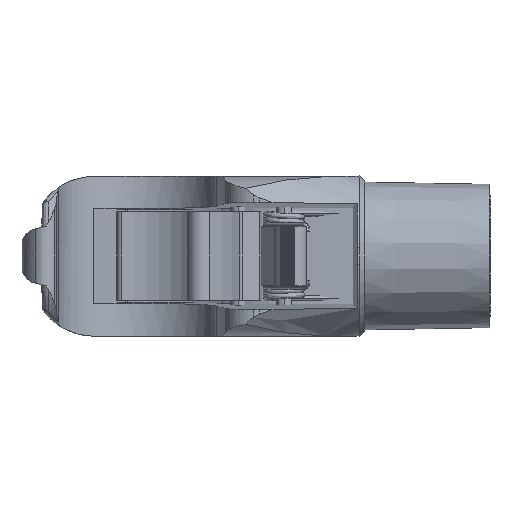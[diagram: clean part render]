
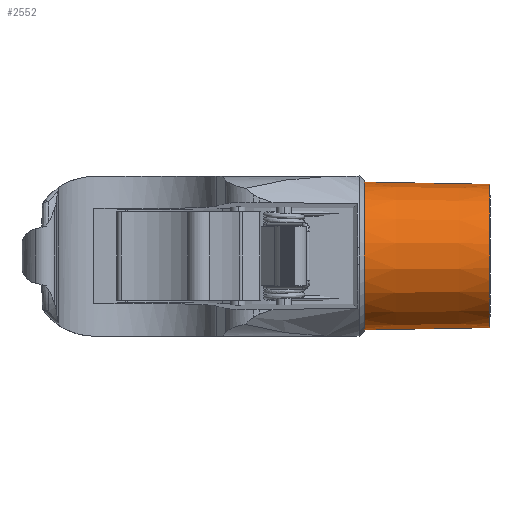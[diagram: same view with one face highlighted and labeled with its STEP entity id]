
A CAD part, front view. The second image highlights one B-rep face of the part: STEP entity #2552.
In plain terms, the highlighted conical face has half-angle 1 degrees and reference radius 22.801 mm.
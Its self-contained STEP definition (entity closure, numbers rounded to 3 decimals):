
#507 = DIRECTION ( 'NONE',  ( -1., 0., 0. ) ) ;
#681 = CARTESIAN_POINT ( 'NONE',  ( 963.333, 455.737, 22.801 ) ) ;
#873 = DIRECTION ( 'NONE',  ( 0., 0., 1. ) ) ;
#1396 = EDGE_CURVE ( 'NONE', #16490, #3351, #9135, .T. ) ;
#2450 = CARTESIAN_POINT ( 'NONE',  ( 923.333, 455.737, -23.5 ) ) ;
#2552 = ADVANCED_FACE ( 'NONE', ( #7849 ), #5700, .T. ) ;
#3209 = CARTESIAN_POINT ( 'NONE',  ( 963.333, 455.737, 0. ) ) ;
#3351 = VERTEX_POINT ( 'NONE', #2450 ) ;
#3973 = AXIS2_PLACEMENT_3D ( 'NONE', #9090, #7647, #873 ) ;
#3985 = CIRCLE ( 'NONE', #5186, 23.5 ) ;
#5186 = AXIS2_PLACEMENT_3D ( 'NONE', #14275, #507, #15725 ) ;
#5700 = CONICAL_SURFACE ( 'NONE', #3973, 22.801, 0.017 ) ;
#5896 = ORIENTED_EDGE ( 'NONE', *, *, #8599, .T. ) ;
#6285 = DIRECTION ( 'NONE',  ( -1., 0., -0.017 ) ) ;
#7145 = CIRCLE ( 'NONE', #17127, 22.801 ) ;
#7390 = DIRECTION ( 'NONE',  ( 0., 0., 1. ) ) ;
#7484 = CARTESIAN_POINT ( 'NONE',  ( 963.333, 455.737, -22.801 ) ) ;
#7647 = DIRECTION ( 'NONE',  ( -1., 0., 0. ) ) ;
#7649 = LINE ( 'NONE', #681, #10883 ) ;
#7849 = FACE_OUTER_BOUND ( 'NONE', #13872, .T. ) ;
#8204 = ORIENTED_EDGE ( 'NONE', *, *, #11694, .T. ) ;
#8572 = EDGE_CURVE ( 'NONE', #3351, #14781, #3985, .T. ) ;
#8599 = EDGE_CURVE ( 'NONE', #10956, #14781, #7649, .T. ) ;
#8722 = CARTESIAN_POINT ( 'NONE',  ( 963.333, 455.737, -22.801 ) ) ;
#9090 = CARTESIAN_POINT ( 'NONE',  ( 963.333, 455.737, 0. ) ) ;
#9135 = LINE ( 'NONE', #7484, #15642 ) ;
#10503 = ORIENTED_EDGE ( 'NONE', *, *, #8572, .F. ) ;
#10883 = VECTOR ( 'NONE', #17103, 1000. ) ;
#10956 = VERTEX_POINT ( 'NONE', #17823 ) ;
#11375 = DIRECTION ( 'NONE',  ( -1., 0., 0. ) ) ;
#11694 = EDGE_CURVE ( 'NONE', #16490, #10956, #7145, .T. ) ;
#12869 = CARTESIAN_POINT ( 'NONE',  ( 923.333, 455.737, 23.5 ) ) ;
#13872 = EDGE_LOOP ( 'NONE', ( #14022, #8204, #5896, #10503 ) ) ;
#14022 = ORIENTED_EDGE ( 'NONE', *, *, #1396, .F. ) ;
#14275 = CARTESIAN_POINT ( 'NONE',  ( 923.333, 455.737, 0. ) ) ;
#14781 = VERTEX_POINT ( 'NONE', #12869 ) ;
#15642 = VECTOR ( 'NONE', #6285, 1000. ) ;
#15725 = DIRECTION ( 'NONE',  ( 0., 0., 1. ) ) ;
#16490 = VERTEX_POINT ( 'NONE', #8722 ) ;
#17103 = DIRECTION ( 'NONE',  ( -1., 0., 0.017 ) ) ;
#17127 = AXIS2_PLACEMENT_3D ( 'NONE', #3209, #11375, #7390 ) ;
#17823 = CARTESIAN_POINT ( 'NONE',  ( 963.333, 455.737, 22.801 ) ) ;
